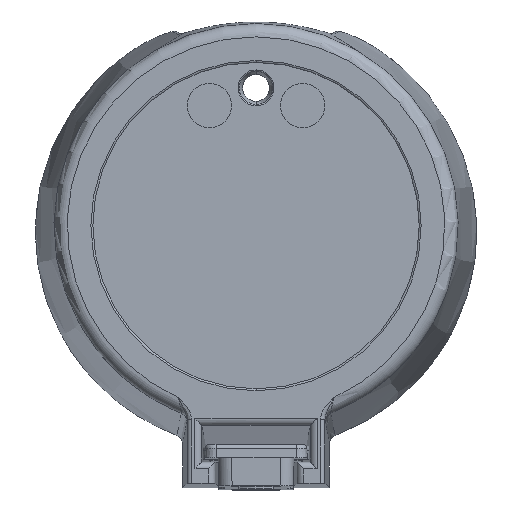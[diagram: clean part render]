
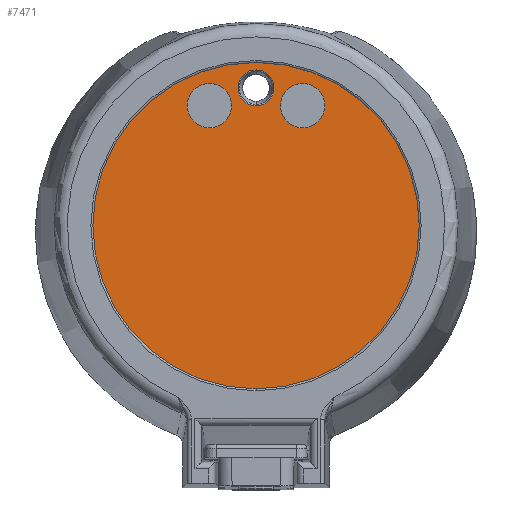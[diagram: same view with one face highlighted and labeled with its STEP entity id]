
A CAD part, front view. The second image highlights one B-rep face of the part: STEP entity #7471.
In plain terms, the highlighted planar face has unit normal (0, -1, 0).
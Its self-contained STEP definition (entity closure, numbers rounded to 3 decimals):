
#45 = DIRECTION ( 'NONE',  ( 0., 1., 0. ) ) ;
#85 = VERTEX_POINT ( 'NONE', #5159 ) ;
#746 = CIRCLE ( 'NONE', #912, 36.722 ) ;
#906 = EDGE_CURVE ( 'NONE', #85, #7016, #5469, .T. ) ;
#912 = AXIS2_PLACEMENT_3D ( 'NONE', #5819, #45, #6763 ) ;
#915 = AXIS2_PLACEMENT_3D ( 'NONE', #5458, #12114, #6396 ) ;
#996 = EDGE_CURVE ( 'NONE', #7016, #85, #7382, .T. ) ;
#1281 = VERTEX_POINT ( 'NONE', #7013 ) ;
#1374 = ORIENTED_EDGE ( 'NONE', *, *, #906, .T. ) ;
#1716 = EDGE_LOOP ( 'NONE', ( #4293, #7580 ) ) ;
#1843 = AXIS2_PLACEMENT_3D ( 'NONE', #8125, #2390, #9108 ) ;
#2018 = CARTESIAN_POINT ( 'NONE',  ( -10.5, 0.25, 32. ) ) ;
#2390 = DIRECTION ( 'NONE',  ( 0., 1., 0. ) ) ;
#2680 = CARTESIAN_POINT ( 'NONE',  ( 10.5, 0.25, 32. ) ) ;
#2848 = CIRCLE ( 'NONE', #4552, 5. ) ;
#2980 = CARTESIAN_POINT ( 'NONE',  ( 0., 0.25, -36.722 ) ) ;
#3098 = EDGE_LOOP ( 'NONE', ( #10754, #4799 ) ) ;
#3154 = CARTESIAN_POINT ( 'NONE',  ( -10.5, 0.25, 27. ) ) ;
#3182 = CARTESIAN_POINT ( 'NONE',  ( 0., 0.25, 31. ) ) ;
#3450 = ORIENTED_EDGE ( 'NONE', *, *, #7645, .F. ) ;
#3696 = DIRECTION ( 'NONE',  ( 0., 1., 0. ) ) ;
#3707 = CIRCLE ( 'NONE', #12102, 4.035 ) ;
#4125 = VERTEX_POINT ( 'NONE', #4690 ) ;
#4130 = DIRECTION ( 'NONE',  ( 0., 0., 1. ) ) ;
#4139 = EDGE_CURVE ( 'NONE', #6412, #4337, #8180, .T. ) ;
#4155 = AXIS2_PLACEMENT_3D ( 'NONE', #9408, #3696, #10354 ) ;
#4165 = DIRECTION ( 'NONE',  ( 0., 0., 1. ) ) ;
#4293 = ORIENTED_EDGE ( 'NONE', *, *, #6541, .T. ) ;
#4337 = VERTEX_POINT ( 'NONE', #10382 ) ;
#4533 = FACE_BOUND ( 'NONE', #3098, .T. ) ;
#4552 = AXIS2_PLACEMENT_3D ( 'NONE', #3154, #9827, #4130 ) ;
#4640 = DIRECTION ( 'NONE',  ( 0., 1., 0. ) ) ;
#4690 = CARTESIAN_POINT ( 'NONE',  ( -10.5, 0.25, 22. ) ) ;
#4789 = EDGE_CURVE ( 'NONE', #1281, #7910, #3707, .T. ) ;
#4799 = ORIENTED_EDGE ( 'NONE', *, *, #10114, .T. ) ;
#5027 = AXIS2_PLACEMENT_3D ( 'NONE', #11086, #5370, #12023 ) ;
#5159 = CARTESIAN_POINT ( 'NONE',  ( 10.5, 0.25, 22. ) ) ;
#5239 = PLANE ( 'NONE',  #5027 ) ;
#5370 = DIRECTION ( 'NONE',  ( 0., 1., 0. ) ) ;
#5458 = CARTESIAN_POINT ( 'NONE',  ( 10.5, 0.25, 27. ) ) ;
#5469 = CIRCLE ( 'NONE', #915, 5. ) ;
#5689 = CARTESIAN_POINT ( 'NONE',  ( 0., 0.25, 0. ) ) ;
#5819 = CARTESIAN_POINT ( 'NONE',  ( 0., 0.25, 0. ) ) ;
#5910 = EDGE_LOOP ( 'NONE', ( #5924, #1374 ) ) ;
#5924 = ORIENTED_EDGE ( 'NONE', *, *, #996, .T. ) ;
#6396 = DIRECTION ( 'NONE',  ( 0., 0., 1. ) ) ;
#6412 = VERTEX_POINT ( 'NONE', #2980 ) ;
#6541 = EDGE_CURVE ( 'NONE', #7910, #1281, #12030, .T. ) ;
#6631 = DIRECTION ( 'NONE',  ( 0., 0., 1. ) ) ;
#6763 = DIRECTION ( 'NONE',  ( 0., 0., 1. ) ) ;
#6825 = AXIS2_PLACEMENT_3D ( 'NONE', #5689, #12346, #6631 ) ;
#6938 = CIRCLE ( 'NONE', #1843, 5. ) ;
#7013 = CARTESIAN_POINT ( 'NONE',  ( 0., 0.25, 26.965 ) ) ;
#7016 = VERTEX_POINT ( 'NONE', #2680 ) ;
#7045 = FACE_BOUND ( 'NONE', #5910, .T. ) ;
#7382 = CIRCLE ( 'NONE', #4155, 5. ) ;
#7471 = ADVANCED_FACE ( 'NONE', ( #7641, #12126, #7045, #4533 ), #5239, .F. ) ;
#7580 = ORIENTED_EDGE ( 'NONE', *, *, #4789, .T. ) ;
#7641 = FACE_BOUND ( 'NONE', #1716, .T. ) ;
#7645 = EDGE_CURVE ( 'NONE', #4337, #6412, #746, .T. ) ;
#7878 = VERTEX_POINT ( 'NONE', #2018 ) ;
#7910 = VERTEX_POINT ( 'NONE', #8705 ) ;
#8043 = EDGE_CURVE ( 'NONE', #7878, #4125, #2848, .T. ) ;
#8125 = CARTESIAN_POINT ( 'NONE',  ( -10.5, 0.25, 27. ) ) ;
#8180 = CIRCLE ( 'NONE', #6825, 36.722 ) ;
#8705 = CARTESIAN_POINT ( 'NONE',  ( 0., 0.25, 35.035 ) ) ;
#9108 = DIRECTION ( 'NONE',  ( 0., 0., 1. ) ) ;
#9408 = CARTESIAN_POINT ( 'NONE',  ( 10.5, 0.25, 27. ) ) ;
#9410 = ORIENTED_EDGE ( 'NONE', *, *, #4139, .F. ) ;
#9764 = EDGE_LOOP ( 'NONE', ( #3450, #9410 ) ) ;
#9827 = DIRECTION ( 'NONE',  ( 0., 1., 0. ) ) ;
#9858 = DIRECTION ( 'NONE',  ( 0., 1., 0. ) ) ;
#10114 = EDGE_CURVE ( 'NONE', #4125, #7878, #6938, .T. ) ;
#10327 = CARTESIAN_POINT ( 'NONE',  ( 0., 0.25, 31. ) ) ;
#10354 = DIRECTION ( 'NONE',  ( 0., 0., 1. ) ) ;
#10382 = CARTESIAN_POINT ( 'NONE',  ( 0., 0.25, 36.722 ) ) ;
#10754 = ORIENTED_EDGE ( 'NONE', *, *, #8043, .T. ) ;
#11086 = CARTESIAN_POINT ( 'NONE',  ( -36.722, 0.25, 0. ) ) ;
#11097 = AXIS2_PLACEMENT_3D ( 'NONE', #3182, #9858, #4165 ) ;
#11309 = DIRECTION ( 'NONE',  ( 0., 0., 1. ) ) ;
#12023 = DIRECTION ( 'NONE',  ( 0., 0., 1. ) ) ;
#12030 = CIRCLE ( 'NONE', #11097, 4.035 ) ;
#12102 = AXIS2_PLACEMENT_3D ( 'NONE', #10327, #4640, #11309 ) ;
#12114 = DIRECTION ( 'NONE',  ( 0., 1., 0. ) ) ;
#12126 = FACE_OUTER_BOUND ( 'NONE', #9764, .T. ) ;
#12346 = DIRECTION ( 'NONE',  ( 0., 1., 0. ) ) ;
